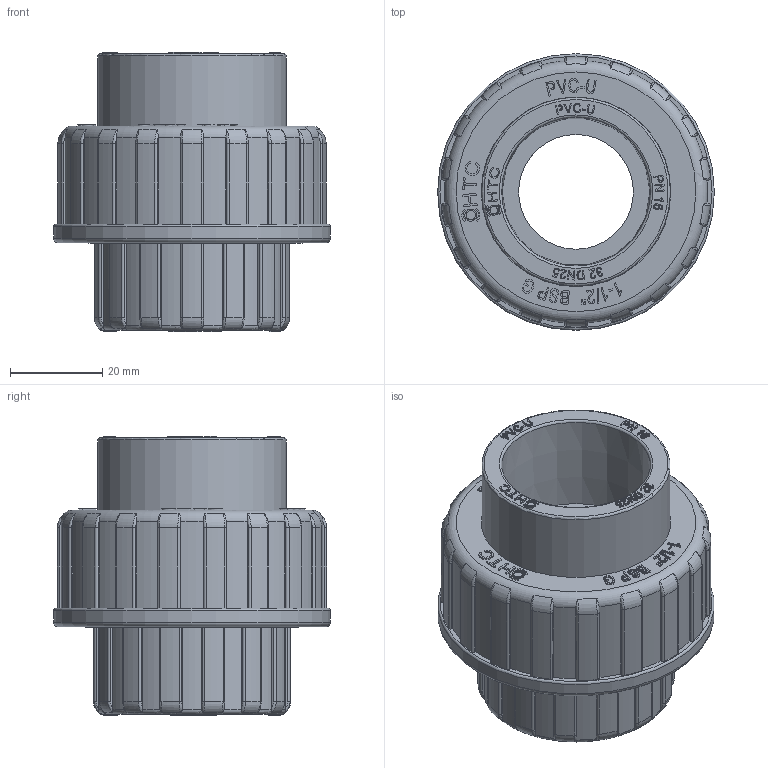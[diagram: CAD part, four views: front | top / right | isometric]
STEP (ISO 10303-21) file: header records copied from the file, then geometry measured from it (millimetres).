
FILE_DESCRIPTION(/* description */ (''),/* implementation_level */ '2;1');
FILE_NAME(/* name */ '32V型活接24.2.18.stp',/* time_stamp */ '2024-02-18T15:13:32+08:00',/* author */ (''),/* organization */ (''),/* preprocessor_version */ 'ST-DEVELOPER v16',/* originating_system */ 'SIEMENS PLM Software NX 10.0',/* authorisation */ '');
FILE_SCHEMA (('AUTOMOTIVE_DESIGN { 1 0 10303 214 3 1 1 1 }'));
Length unit declared in the file: millimetre
Products named in the file (1): gelv15B43BB212aw
Bounding box: 60 x 60 x 60.6 mm (x, y, z)
Volume: 42177.4 mm3; surface area: 34555.9 mm2
Topology: 3 solids, 4 shells, 2433 faces, 6949 edges, 4610 vertices
Faces by surface type: plane 2113, cylinder 172, bspline 71, torus 44, extrusion 30, cone 3
Full cylindrical faces by diameter (mm): 1.308 x1, 1.635 x1, 1.744 x1, 1.962 x1, 2.18 x1, 2.616 x1, 24.9 x1, 25 x1, 31 x2, 38 x2, 40.9 x1, 41.1 x1, 44 x1, 44.845 x6, 47.803 x7, 60 x1
Entity records: 94529 total; most frequent: CARTESIAN_POINT 39839, ORIENTED_EDGE 13728, DIRECTION 7693, EDGE_CURVE 6864, VERTEX_POINT 4571, B_SPLINE_CURVE_WITH_KNOTS 4245, AXIS2_PLACEMENT_3D 2693, EDGE_LOOP 2549
